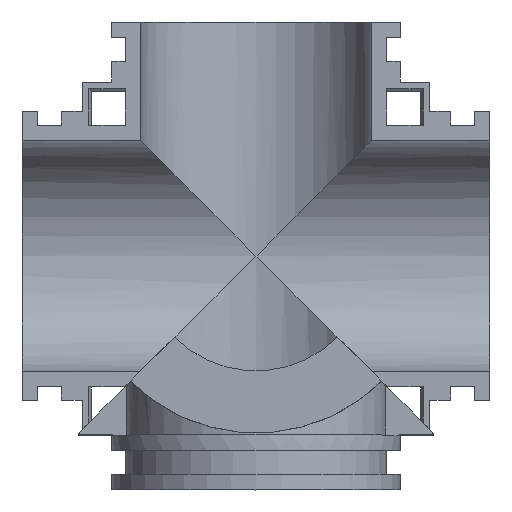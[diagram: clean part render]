
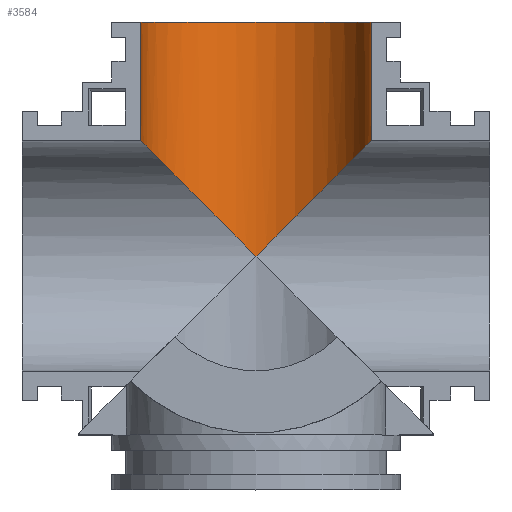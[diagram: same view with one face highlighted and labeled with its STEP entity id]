
A CAD part, top view. The second image highlights one B-rep face of the part: STEP entity #3584.
In plain terms, the highlighted cylindrical face has radius 19.177 mm (diameter 38.354 mm), a partial arc.
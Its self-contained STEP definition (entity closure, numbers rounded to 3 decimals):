
#25=ELLIPSE('',#3844,27.12,19.177);
#26=ELLIPSE('',#3845,27.12,19.177);
#237=FACE_OUTER_BOUND('',#428,.T.);
#428=EDGE_LOOP('',(#2753,#2754,#2755,#2756,#2757));
#621=CIRCLE('',#3842,19.177);
#837=LINE('',#5494,#1236);
#867=LINE('',#5581,#1266);
#1236=VECTOR('',#4372,1000.);
#1266=VECTOR('',#4464,1000.);
#1636=VERTEX_POINT('',#5491);
#1637=VERTEX_POINT('',#5493);
#1662=VERTEX_POINT('',#5576);
#1663=VERTEX_POINT('',#5580);
#1664=VERTEX_POINT('',#5582);
#2039=EDGE_CURVE('',#1637,#1636,#837,.T.);
#2082=EDGE_CURVE('',#1636,#1662,#621,.T.);
#2083=EDGE_CURVE('',#1663,#1662,#867,.T.);
#2084=EDGE_CURVE('',#1663,#1664,#25,.T.);
#2085=EDGE_CURVE('',#1664,#1637,#26,.F.);
#2753=ORIENTED_EDGE('',*,*,#2082,.T.);
#2754=ORIENTED_EDGE('',*,*,#2083,.F.);
#2755=ORIENTED_EDGE('',*,*,#2084,.T.);
#2756=ORIENTED_EDGE('',*,*,#2085,.T.);
#2757=ORIENTED_EDGE('',*,*,#2039,.T.);
#3484=CYLINDRICAL_SURFACE('',#3843,19.177);
#3584=ADVANCED_FACE('',(#237),#3484,.F.);
#3842=AXIS2_PLACEMENT_3D('',#5578,#4460,#4461);
#3843=AXIS2_PLACEMENT_3D('',#5579,#4462,#4463);
#3844=AXIS2_PLACEMENT_3D('',#5583,#4465,#4466);
#3845=AXIS2_PLACEMENT_3D('',#5584,#4467,#4468);
#4372=DIRECTION('',(0.,1.,0.));
#4460=DIRECTION('center_axis',(0.,1.,0.));
#4461=DIRECTION('ref_axis',(0.,0.,1.));
#4462=DIRECTION('center_axis',(0.,1.,0.));
#4463=DIRECTION('ref_axis',(0.,0.,-1.));
#4464=DIRECTION('',(0.,1.,0.));
#4465=DIRECTION('center_axis',(-0.707,-0.707,0.));
#4466=DIRECTION('ref_axis',(-0.707,0.707,0.));
#4467=DIRECTION('center_axis',(-0.707,0.707,0.));
#4468=DIRECTION('ref_axis',(-0.707,-0.707,0.));
#5491=CARTESIAN_POINT('',(19.177,38.875,0.));
#5493=CARTESIAN_POINT('',(19.177,19.177,0.));
#5494=CARTESIAN_POINT('',(19.177,-27.795,0.));
#5576=CARTESIAN_POINT('',(-19.177,38.875,0.));
#5578=CARTESIAN_POINT('Origin',(0.,38.875,0.));
#5579=CARTESIAN_POINT('Origin',(0.,-27.795,0.));
#5580=CARTESIAN_POINT('',(-19.177,19.177,0.));
#5581=CARTESIAN_POINT('',(-19.177,-27.795,0.));
#5582=CARTESIAN_POINT('',(0.,0.,-19.177));
#5583=CARTESIAN_POINT('Origin',(0.,0.,
0.));
#5584=CARTESIAN_POINT('Origin',(0.,0.,
0.));
